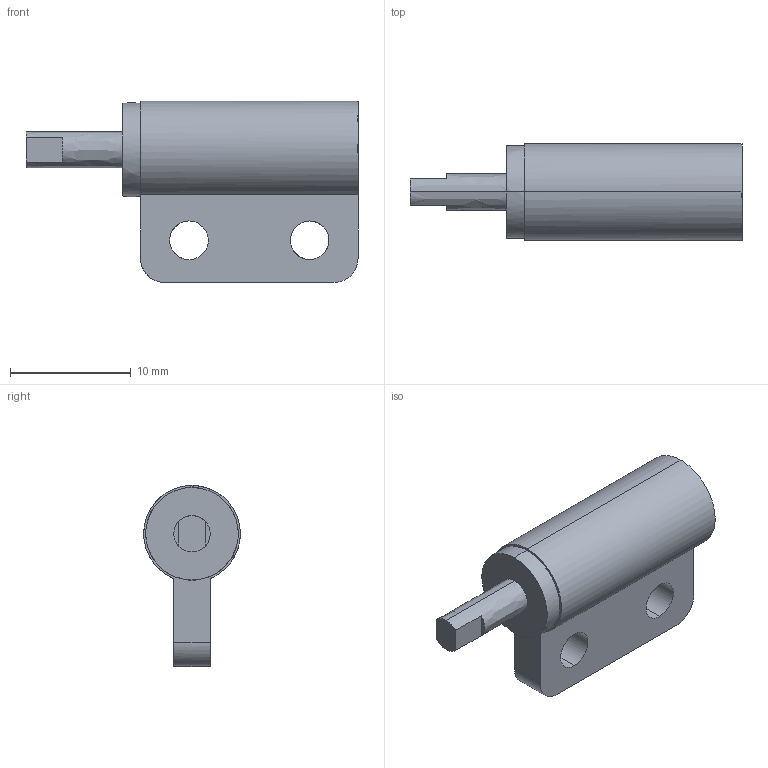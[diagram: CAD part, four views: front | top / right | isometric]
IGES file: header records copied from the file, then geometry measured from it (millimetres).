
Start section: ------------------------------------------------------------------------
Global section: file name: PC013.20796.TH_122_5_29486.igs; native system: spGate; preprocessor: ver19.8.4 (****-****-****-****); author: Unknown; organization: Unknown; date: 240326.111659; units: millimetre
Bounding box: 27.5 x 8 x 15 mm (x, y, z)
Volume: 1019.2 mm3; surface area: 2285.8 mm2
Topology: 5 solids, 5 shells, 67 faces, 151 edges, 96 vertices
Faces by surface type: bspline 67
